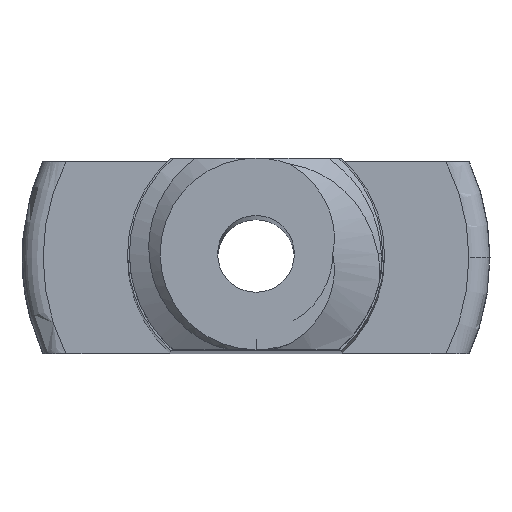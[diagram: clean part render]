
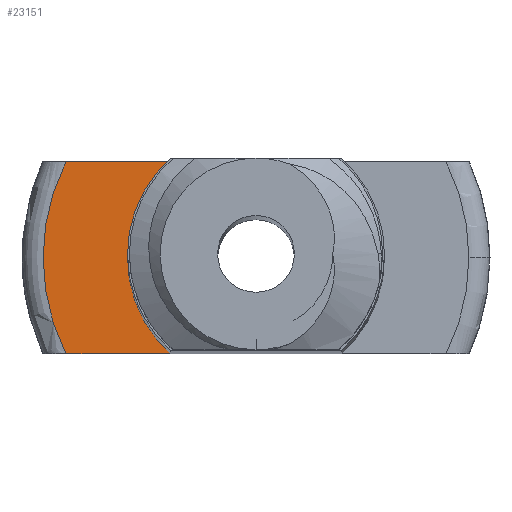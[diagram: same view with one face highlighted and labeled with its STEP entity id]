
A CAD part, top view. The second image highlights one B-rep face of the part: STEP entity #23151.
In plain terms, the highlighted planar face has unit normal (0, 0, 1).
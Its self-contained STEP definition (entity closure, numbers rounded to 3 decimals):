
#5309 = PLANE('',#5310);
#5310 = AXIS2_PLACEMENT_3D('',#5311,#5312,#5313);
#5311 = CARTESIAN_POINT('',(-12.5,-2.5,200.));
#5312 = DIRECTION('',(0.,1.,0.));
#5313 = DIRECTION('',(-1.,0.,0.));
#6098 = PLANE('',#6099);
#6099 = AXIS2_PLACEMENT_3D('',#6100,#6101,#6102);
#6100 = CARTESIAN_POINT('',(-12.5,2.5,200.));
#6101 = DIRECTION('',(0.,-1.,0.));
#6102 = DIRECTION('',(1.,0.,0.));
#7731 = VERTEX_POINT('',#7732);
#7732 = CARTESIAN_POINT('',(-2.23,-2.5,0.));
#7746 = CYLINDRICAL_SURFACE('',#7747,3.35);
#7747 = AXIS2_PLACEMENT_3D('',#7748,#7749,#7750);
#7748 = CARTESIAN_POINT('',(0.,0.,
    51.725));
#7749 = DIRECTION('',(0.,0.,-1.));
#7750 = DIRECTION('',(1.,0.,0.));
#7758 = EDGE_CURVE('',#7759,#7731,#7761,.T.);
#7759 = VERTEX_POINT('',#7760);
#7760 = CARTESIAN_POINT('',(-4.955,-2.5,0.));
#7761 = SURFACE_CURVE('',#7762,(#7766,#7773),.PCURVE_S1.);
#7762 = LINE('',#7763,#7764);
#7763 = CARTESIAN_POINT('',(-6.25,-2.5,0.));
#7764 = VECTOR('',#7765,1.);
#7765 = DIRECTION('',(1.,0.,0.));
#7766 = PCURVE('',#5309,#7767);
#7767 = DEFINITIONAL_REPRESENTATION('',(#7768),#7772);
#7768 = LINE('',#7769,#7770);
#7769 = CARTESIAN_POINT('',(-6.25,-200.));
#7770 = VECTOR('',#7771,1.);
#7771 = DIRECTION('',(-1.,0.));
#7772 = ( GEOMETRIC_REPRESENTATION_CONTEXT(2) 
PARAMETRIC_REPRESENTATION_CONTEXT() REPRESENTATION_CONTEXT('2D SPACE',''
  ) );
#7773 = PCURVE('',#7774,#7779);
#7774 = PLANE('',#7775);
#7775 = AXIS2_PLACEMENT_3D('',#7776,#7777,#7778);
#7776 = CARTESIAN_POINT('',(0.,0.,
    0.));
#7777 = DIRECTION('',(0.,0.,-1.));
#7778 = DIRECTION('',(1.,0.,0.));
#7779 = DEFINITIONAL_REPRESENTATION('',(#7780),#7784);
#7780 = LINE('',#7781,#7782);
#7781 = CARTESIAN_POINT('',(-6.25,2.5));
#7782 = VECTOR('',#7783,1.);
#7783 = DIRECTION('',(1.,0.));
#7784 = ( GEOMETRIC_REPRESENTATION_CONTEXT(2) 
PARAMETRIC_REPRESENTATION_CONTEXT() REPRESENTATION_CONTEXT('2D SPACE',''
  ) );
#7840 = TOROIDAL_SURFACE('',#7841,5.55,0.55);
#7841 = AXIS2_PLACEMENT_3D('',#7842,#7843,#7844);
#7842 = CARTESIAN_POINT('',(0.,0.,-0.55)
  );
#7843 = DIRECTION('',(0.,0.,1.));
#7844 = DIRECTION('',(1.,0.,0.));
#21835 = VERTEX_POINT('',#21836);
#21836 = CARTESIAN_POINT('',(-2.23,2.5,0.));
#21857 = EDGE_CURVE('',#21858,#21835,#21860,.T.);
#21858 = VERTEX_POINT('',#21859);
#21859 = CARTESIAN_POINT('',(-4.955,2.5,0.));
#21860 = SURFACE_CURVE('',#21861,(#21865,#21872),.PCURVE_S1.);
#21861 = LINE('',#21862,#21863);
#21862 = CARTESIAN_POINT('',(-6.25,2.5,0.));
#21863 = VECTOR('',#21864,1.);
#21864 = DIRECTION('',(1.,0.,0.));
#21865 = PCURVE('',#6098,#21866);
#21866 = DEFINITIONAL_REPRESENTATION('',(#21867),#21871);
#21867 = LINE('',#21868,#21869);
#21868 = CARTESIAN_POINT('',(6.25,-200.));
#21869 = VECTOR('',#21870,1.);
#21870 = DIRECTION('',(1.,0.));
#21871 = ( GEOMETRIC_REPRESENTATION_CONTEXT(2) 
PARAMETRIC_REPRESENTATION_CONTEXT() REPRESENTATION_CONTEXT('2D SPACE',''
  ) );
#21872 = PCURVE('',#7774,#21873);
#21873 = DEFINITIONAL_REPRESENTATION('',(#21874),#21878);
#21874 = LINE('',#21875,#21876);
#21875 = CARTESIAN_POINT('',(-6.25,-2.5));
#21876 = VECTOR('',#21877,1.);
#21877 = DIRECTION('',(1.,0.));
#21878 = ( GEOMETRIC_REPRESENTATION_CONTEXT(2) 
PARAMETRIC_REPRESENTATION_CONTEXT() REPRESENTATION_CONTEXT('2D SPACE',''
  ) );
#23080 = EDGE_CURVE('',#7731,#21835,#23081,.T.);
#23081 = SURFACE_CURVE('',#23082,(#23087,#23094),.PCURVE_S1.);
#23082 = CIRCLE('',#23083,3.35);
#23083 = AXIS2_PLACEMENT_3D('',#23084,#23085,#23086);
#23084 = CARTESIAN_POINT('',(0.,0.,
    0.));
#23085 = DIRECTION('',(0.,0.,-1.));
#23086 = DIRECTION('',(1.,0.,0.));
#23087 = PCURVE('',#7746,#23088);
#23088 = DEFINITIONAL_REPRESENTATION('',(#23089),#23093);
#23089 = LINE('',#23090,#23091);
#23090 = CARTESIAN_POINT('',(0.,51.725));
#23091 = VECTOR('',#23092,1.);
#23092 = DIRECTION('',(1.,0.));
#23093 = ( GEOMETRIC_REPRESENTATION_CONTEXT(2) 
PARAMETRIC_REPRESENTATION_CONTEXT() REPRESENTATION_CONTEXT('2D SPACE',''
  ) );
#23094 = PCURVE('',#7774,#23095);
#23095 = DEFINITIONAL_REPRESENTATION('',(#23096),#23100);
#23096 = CIRCLE('',#23097,3.35);
#23097 = AXIS2_PLACEMENT_2D('',#23098,#23099);
#23098 = CARTESIAN_POINT('',(0.,0.));
#23099 = DIRECTION('',(1.,0.));
#23100 = ( GEOMETRIC_REPRESENTATION_CONTEXT(2) 
PARAMETRIC_REPRESENTATION_CONTEXT() REPRESENTATION_CONTEXT('2D SPACE',''
  ) );
#23151 = ADVANCED_FACE('',(#23152),#7774,.F.);
#23152 = FACE_BOUND('',#23153,.T.);
#23153 = EDGE_LOOP('',(#23154,#23155,#23156,#23157));
#23154 = ORIENTED_EDGE('',*,*,#7758,.T.);
#23155 = ORIENTED_EDGE('',*,*,#23080,.T.);
#23156 = ORIENTED_EDGE('',*,*,#21857,.F.);
#23157 = ORIENTED_EDGE('',*,*,#23158,.F.);
#23158 = EDGE_CURVE('',#7759,#21858,#23159,.T.);
#23159 = SURFACE_CURVE('',#23160,(#23165,#23172),.PCURVE_S1.);
#23160 = CIRCLE('',#23161,5.55);
#23161 = AXIS2_PLACEMENT_3D('',#23162,#23163,#23164);
#23162 = CARTESIAN_POINT('',(0.,0.,
    0.));
#23163 = DIRECTION('',(0.,0.,-1.));
#23164 = DIRECTION('',(1.,0.,0.));
#23165 = PCURVE('',#7774,#23166);
#23166 = DEFINITIONAL_REPRESENTATION('',(#23167),#23171);
#23167 = CIRCLE('',#23168,5.55);
#23168 = AXIS2_PLACEMENT_2D('',#23169,#23170);
#23169 = CARTESIAN_POINT('',(0.,0.));
#23170 = DIRECTION('',(1.,0.));
#23171 = ( GEOMETRIC_REPRESENTATION_CONTEXT(2) 
PARAMETRIC_REPRESENTATION_CONTEXT() REPRESENTATION_CONTEXT('2D SPACE',''
  ) );
#23172 = PCURVE('',#7840,#23173);
#23173 = DEFINITIONAL_REPRESENTATION('',(#23174),#23178);
#23174 = LINE('',#23175,#23176);
#23175 = CARTESIAN_POINT('',(-0.,7.854));
#23176 = VECTOR('',#23177,1.);
#23177 = DIRECTION('',(-1.,0.));
#23178 = ( GEOMETRIC_REPRESENTATION_CONTEXT(2) 
PARAMETRIC_REPRESENTATION_CONTEXT() REPRESENTATION_CONTEXT('2D SPACE',''
  ) );
